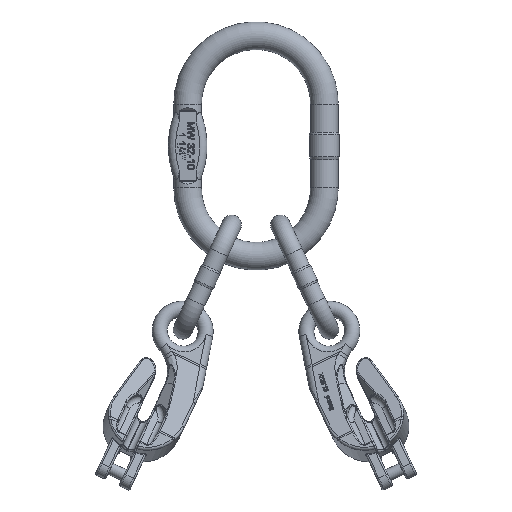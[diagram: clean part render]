
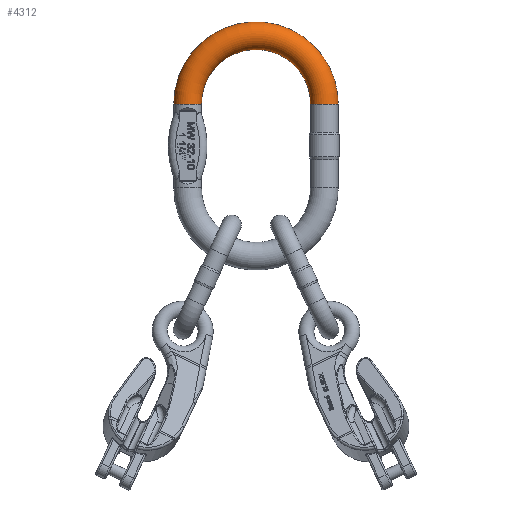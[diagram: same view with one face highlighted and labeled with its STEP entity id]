
A CAD part, top view. The second image highlights one B-rep face of the part: STEP entity #4312.
In plain terms, the highlighted toroidal (fillet/blend) face has major radius 81.5 mm and minor radius 16.5 mm.
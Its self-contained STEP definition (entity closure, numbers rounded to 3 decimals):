
#3387=TOROIDAL_SURFACE('',#37520,81.5,16.5);
#4312=ADVANCED_FACE('',(#8284,#8285),#3387,.T.);
#7249=CIRCLE('',#37505,16.5);
#7254=CIRCLE('',#37517,16.5);
#8284=FACE_BOUND('',#8545,.T.);
#8285=FACE_BOUND('',#8546,.T.);
#8545=EDGE_LOOP('',(#13216));
#8546=EDGE_LOOP('',(#13217));
#13216=ORIENTED_EDGE('',*,*,#27278,.F.);
#13217=ORIENTED_EDGE('',*,*,#27297,.T.);
#23928=VERTEX_POINT('',#49143);
#23943=VERTEX_POINT('',#49282);
#27278=EDGE_CURVE('',#23928,#23928,#7249,.T.);
#27297=EDGE_CURVE('',#23943,#23943,#7254,.T.);
#37505=AXIS2_PLACEMENT_3D('',#49142,#40373,#40374);
#37517=AXIS2_PLACEMENT_3D('',#49281,#40397,#40398);
#37520=AXIS2_PLACEMENT_3D('',#49285,#40403,#40404);
#40373=DIRECTION('',(0.,-1.,0.));
#40374=DIRECTION('',(0.,0.,1.));
#40397=DIRECTION('',(0.,1.,0.));
#40398=DIRECTION('',(0.,0.,1.));
#40403=DIRECTION('',(0.,0.,-1.));
#40404=DIRECTION('',(-1.,0.,0.));
#49142=CARTESIAN_POINT('',(-81.5,67.,0.));
#49143=CARTESIAN_POINT('',(-81.5,67.,16.5));
#49281=CARTESIAN_POINT('',(81.5,67.,0.));
#49282=CARTESIAN_POINT('',(81.5,67.,16.5));
#49285=CARTESIAN_POINT('',(0.,67.,0.));
